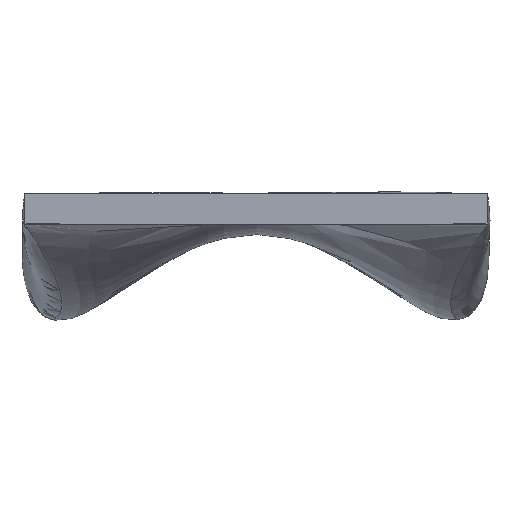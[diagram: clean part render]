
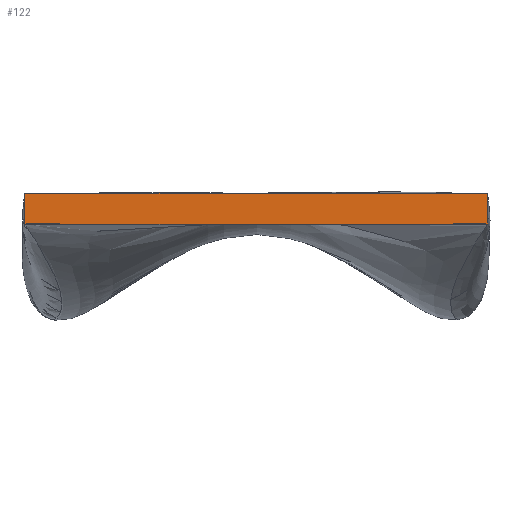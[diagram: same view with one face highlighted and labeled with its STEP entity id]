
A CAD part, front view. The second image highlights one B-rep face of the part: STEP entity #122.
In plain terms, the highlighted planar face has unit normal (0, -1, 0).
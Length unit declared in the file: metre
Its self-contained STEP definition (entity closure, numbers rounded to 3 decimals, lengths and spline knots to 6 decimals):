
#32=FACE_OUTER_BOUND('',#39,.T.);
#39=EDGE_LOOP('',(#87,#88,#89,#90,#91,#92));
#46=LINE('',#158,#52);
#47=LINE('',#160,#53);
#48=LINE('',#162,#54);
#49=LINE('',#164,#55);
#50=LINE('',#166,#56);
#51=LINE('',#167,#57);
#52=VECTOR('',#148,0.01);
#53=VECTOR('',#149,0.01);
#54=VECTOR('',#150,0.01);
#55=VECTOR('',#151,0.01);
#56=VECTOR('',#152,0.01);
#57=VECTOR('',#153,0.01);
#58=VERTEX_POINT('',#156);
#59=VERTEX_POINT('',#157);
#60=VERTEX_POINT('',#159);
#61=VERTEX_POINT('',#161);
#62=VERTEX_POINT('',#163);
#63=VERTEX_POINT('',#165);
#70=EDGE_CURVE('',#58,#59,#46,.T.);
#71=EDGE_CURVE('',#59,#60,#47,.T.);
#72=EDGE_CURVE('',#60,#61,#48,.T.);
#73=EDGE_CURVE('',#61,#62,#49,.T.);
#74=EDGE_CURVE('',#62,#63,#50,.T.);
#75=EDGE_CURVE('',#63,#58,#51,.T.);
#87=ORIENTED_EDGE('',*,*,#70,.T.);
#88=ORIENTED_EDGE('',*,*,#71,.T.);
#89=ORIENTED_EDGE('',*,*,#72,.T.);
#90=ORIENTED_EDGE('',*,*,#73,.T.);
#91=ORIENTED_EDGE('',*,*,#74,.T.);
#92=ORIENTED_EDGE('',*,*,#75,.T.);
#121=PLANE('',#143);
#122=ADVANCED_FACE('',(#32),#121,.F.);
#143=AXIS2_PLACEMENT_3D('',#155,#146,#147);
#146=DIRECTION('center_axis',(0.,1.,0.));
#147=DIRECTION('ref_axis',(0.,0.,1.));
#148=DIRECTION('',(0.,0.,1.));
#149=DIRECTION('',(-1.,0.,0.));
#150=DIRECTION('',(-1.,0.,0.));
#151=DIRECTION('',(0.,0.,-1.));
#152=DIRECTION('',(0.,0.,-1.));
#153=DIRECTION('',(1.,0.,0.));
#155=CARTESIAN_POINT('Origin',(0.,-3.5,0.49));
#156=CARTESIAN_POINT('',(0.9,-3.5,0.43));
#157=CARTESIAN_POINT('',(0.9,-3.5,0.55));
#158=CARTESIAN_POINT('',(0.9,-3.5,0.55));
#159=CARTESIAN_POINT('',(0.,-3.5,0.55));
#160=CARTESIAN_POINT('',(-0.9,-3.5,0.55));
#161=CARTESIAN_POINT('',(-0.9,-3.5,0.55));
#162=CARTESIAN_POINT('',(-0.9,-3.5,0.55));
#163=CARTESIAN_POINT('',(-0.9,-3.5,0.513328));
#164=CARTESIAN_POINT('',(-0.9,-3.5,0.43));
#165=CARTESIAN_POINT('',(-0.9,-3.5,0.43));
#166=CARTESIAN_POINT('',(-0.9,-3.5,0.43));
#167=CARTESIAN_POINT('',(0.9,-3.5,0.43));
